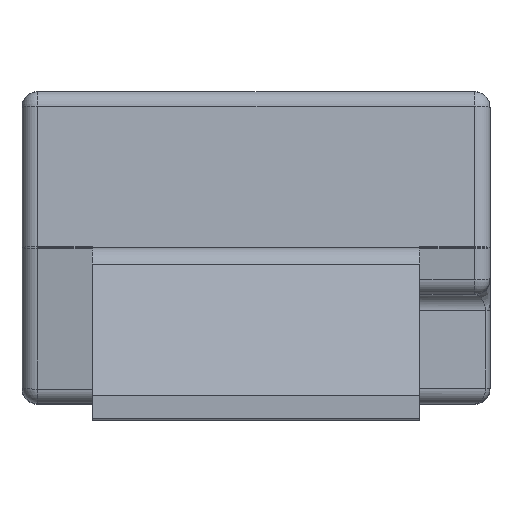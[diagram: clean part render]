
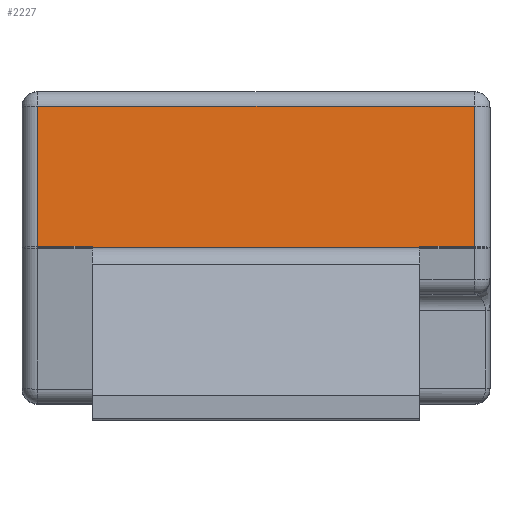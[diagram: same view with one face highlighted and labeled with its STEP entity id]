
A CAD part, top view. The second image highlights one B-rep face of the part: STEP entity #2227.
In plain terms, the highlighted planar face has unit normal (0, 0.07, 0.998).
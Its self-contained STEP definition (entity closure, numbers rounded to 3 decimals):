
#43 = VERTEX_POINT ( 'NONE', #1146 ) ;
#44 = CARTESIAN_POINT ( 'NONE',  ( 1.5, 1.007, 1.7 ) ) ;
#98 = VECTOR ( 'NONE', #2858, 1000. ) ;
#225 = CARTESIAN_POINT ( 'NONE',  ( 1.05, 1., 1.7 ) ) ;
#310 = CARTESIAN_POINT ( 'NONE',  ( -1.05, 1.007, 1.7 ) ) ;
#340 = ORIENTED_EDGE ( 'NONE', *, *, #2855, .F. ) ;
#385 = VERTEX_POINT ( 'NONE', #392 ) ;
#392 = CARTESIAN_POINT ( 'NONE',  ( 1.05, 1.007, 1.7 ) ) ;
#453 = LINE ( 'NONE', #2647, #2904 ) ;
#468 = VECTOR ( 'NONE', #600, 1000. ) ;
#504 = ORIENTED_EDGE ( 'NONE', *, *, #3721, .T. ) ;
#522 = CARTESIAN_POINT ( 'NONE',  ( 1.5, 1.907, 1.637 ) ) ;
#534 = LINE ( 'NONE', #1428, #673 ) ;
#567 = DIRECTION ( 'NONE',  ( 1., 0., 0. ) ) ;
#584 = EDGE_CURVE ( 'NONE', #1196, #1964, #534, .T. ) ;
#600 = DIRECTION ( 'NONE',  ( 0., -0.998, 0.07 ) ) ;
#673 = VECTOR ( 'NONE', #3461, 1000. ) ;
#736 = DIRECTION ( 'NONE',  ( 0., 0.998, -0.07 ) ) ;
#758 = DIRECTION ( 'NONE',  ( -1., 0., 0. ) ) ;
#818 = VECTOR ( 'NONE', #736, 1000. ) ;
#821 = VECTOR ( 'NONE', #567, 1000. ) ;
#842 = CARTESIAN_POINT ( 'NONE',  ( 1.4, 1.907, 1.637 ) ) ;
#1063 = EDGE_CURVE ( 'NONE', #43, #1196, #453, .T. ) ;
#1069 = CARTESIAN_POINT ( 'NONE',  ( -1.4, 1.907, 1.637 ) ) ;
#1146 = CARTESIAN_POINT ( 'NONE',  ( -1.4, 1.007, 1.7 ) ) ;
#1196 = VERTEX_POINT ( 'NONE', #310 ) ;
#1409 = CARTESIAN_POINT ( 'NONE',  ( 1.4, 1., 1.7 ) ) ;
#1428 = CARTESIAN_POINT ( 'NONE',  ( -1.05, 0.006, 1.77 ) ) ;
#1452 = CARTESIAN_POINT ( 'NONE',  ( -1.05, 1., 1.7 ) ) ;
#1548 = EDGE_CURVE ( 'NONE', #385, #2805, #3478, .T. ) ;
#1579 = DIRECTION ( 'NONE',  ( 0., -0.07, -0.998 ) ) ;
#1710 = ORIENTED_EDGE ( 'NONE', *, *, #584, .T. ) ;
#1924 = LINE ( 'NONE', #225, #818 ) ;
#1964 = VERTEX_POINT ( 'NONE', #1452 ) ;
#2005 = CARTESIAN_POINT ( 'NONE',  ( -1.4, 1., 1.7 ) ) ;
#2011 = AXIS2_PLACEMENT_3D ( 'NONE', #2494, #1579, #3313 ) ;
#2030 = VECTOR ( 'NONE', #2216, 1000. ) ;
#2101 = EDGE_LOOP ( 'NONE', ( #340, #2889, #3078, #504, #2414, #2853, #3633, #1710 ) ) ;
#2216 = DIRECTION ( 'NONE',  ( -1., 0., 0. ) ) ;
#2227 = ADVANCED_FACE ( 'NONE', ( #2455 ), #3641, .F. ) ;
#2414 = ORIENTED_EDGE ( 'NONE', *, *, #2813, .T. ) ;
#2455 = FACE_OUTER_BOUND ( 'NONE', #2101, .T. ) ;
#2494 = CARTESIAN_POINT ( 'NONE',  ( 1.5, 1., 1.7 ) ) ;
#2616 = LINE ( 'NONE', #2005, #468 ) ;
#2636 = LINE ( 'NONE', #1409, #98 ) ;
#2647 = CARTESIAN_POINT ( 'NONE',  ( 1.5, 1.007, 1.7 ) ) ;
#2773 = EDGE_CURVE ( 'NONE', #3546, #385, #1924, .T. ) ;
#2805 = VERTEX_POINT ( 'NONE', #3077 ) ;
#2813 = EDGE_CURVE ( 'NONE', #3111, #3055, #3358, .T. ) ;
#2824 = CARTESIAN_POINT ( 'NONE',  ( 1.05, 1., 1.7 ) ) ;
#2853 = ORIENTED_EDGE ( 'NONE', *, *, #2927, .T. ) ;
#2855 = EDGE_CURVE ( 'NONE', #3546, #1964, #3666, .T. ) ;
#2858 = DIRECTION ( 'NONE',  ( 0., 0.998, -0.07 ) ) ;
#2889 = ORIENTED_EDGE ( 'NONE', *, *, #2773, .T. ) ;
#2904 = VECTOR ( 'NONE', #3321, 1000. ) ;
#2927 = EDGE_CURVE ( 'NONE', #3055, #43, #2616, .T. ) ;
#3055 = VERTEX_POINT ( 'NONE', #1069 ) ;
#3077 = CARTESIAN_POINT ( 'NONE',  ( 1.4, 1.007, 1.7 ) ) ;
#3078 = ORIENTED_EDGE ( 'NONE', *, *, #1548, .T. ) ;
#3111 = VERTEX_POINT ( 'NONE', #842 ) ;
#3313 = DIRECTION ( 'NONE',  ( 0., 0.998, -0.07 ) ) ;
#3321 = DIRECTION ( 'NONE',  ( 1., 0., 0. ) ) ;
#3340 = CARTESIAN_POINT ( 'NONE',  ( 1.05, 1., 1.7 ) ) ;
#3358 = LINE ( 'NONE', #522, #3676 ) ;
#3461 = DIRECTION ( 'NONE',  ( 0., -0.998, 0.07 ) ) ;
#3478 = LINE ( 'NONE', #44, #821 ) ;
#3546 = VERTEX_POINT ( 'NONE', #3340 ) ;
#3633 = ORIENTED_EDGE ( 'NONE', *, *, #1063, .T. ) ;
#3641 = PLANE ( 'NONE',  #2011 ) ;
#3666 = LINE ( 'NONE', #2824, #2030 ) ;
#3676 = VECTOR ( 'NONE', #758, 1000. ) ;
#3721 = EDGE_CURVE ( 'NONE', #2805, #3111, #2636, .T. ) ;
